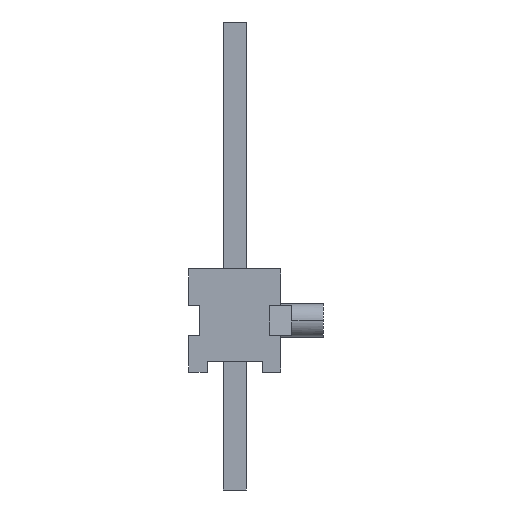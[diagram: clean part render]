
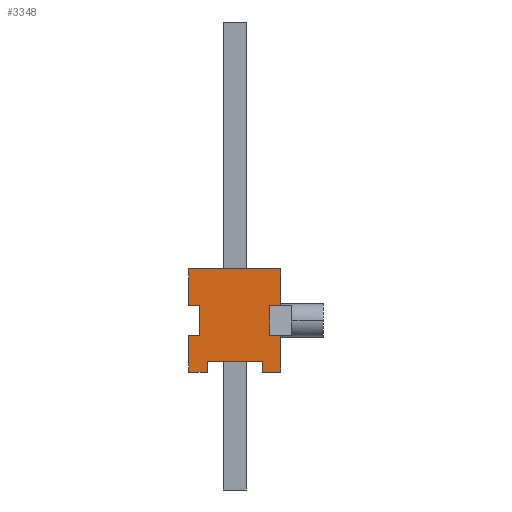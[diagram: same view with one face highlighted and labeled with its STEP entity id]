
A CAD part, left-side view. The second image highlights one B-rep face of the part: STEP entity #3348.
In plain terms, the highlighted planar face has unit normal (-1, 0, 0).
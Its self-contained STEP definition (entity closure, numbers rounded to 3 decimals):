
#134=DIRECTION('',(0.,1.,0.));
#135=VECTOR('',#134,2.5);
#136=CARTESIAN_POINT('',(-15.24,-1.25,0.));
#137=LINE('',#136,#135);
#342=DIRECTION('',(0.,0.,1.));
#343=VECTOR('',#342,0.3);
#344=CARTESIAN_POINT('',(-15.24,0.75,-2.8));
#345=LINE('',#344,#343);
#346=DIRECTION('',(0.,0.,1.));
#347=VECTOR('',#346,0.99);
#348=CARTESIAN_POINT('',(-15.24,1.25,-2.8));
#349=LINE('',#348,#347);
#350=DIRECTION('',(0.,-1.,0.));
#351=VECTOR('',#350,0.3);
#352=CARTESIAN_POINT('',(-15.24,1.25,-1.81));
#353=LINE('',#352,#351);
#354=DIRECTION('',(0.,0.,-1.));
#355=VECTOR('',#354,0.82);
#356=CARTESIAN_POINT('',(-15.24,0.95,-0.99));
#357=LINE('',#356,#355);
#358=DIRECTION('',(0.,-1.,0.));
#359=VECTOR('',#358,0.3);
#360=CARTESIAN_POINT('',(-15.24,1.25,-0.99));
#361=LINE('',#360,#359);
#362=DIRECTION('',(0.,0.,1.));
#363=VECTOR('',#362,0.99);
#364=CARTESIAN_POINT('',(-15.24,1.25,-0.99));
#365=LINE('',#364,#363);
#366=DIRECTION('',(0.,1.,0.));
#367=VECTOR('',#366,0.3);
#368=CARTESIAN_POINT('',(-15.24,-1.25,-1.));
#369=LINE('',#368,#367);
#370=DIRECTION('',(0.,0.,1.));
#371=VECTOR('',#370,0.8);
#372=CARTESIAN_POINT('',(-15.24,-0.95,-1.8));
#373=LINE('',#372,#371);
#374=DIRECTION('',(0.,1.,0.));
#375=VECTOR('',#374,0.3);
#376=CARTESIAN_POINT('',(-15.24,-1.25,-1.8));
#377=LINE('',#376,#375);
#378=DIRECTION('',(0.,0.,1.));
#379=VECTOR('',#378,0.3);
#380=CARTESIAN_POINT('',(-15.24,-0.75,-2.8));
#381=LINE('',#380,#379);
#382=DIRECTION('',(0.,-1.,0.));
#383=VECTOR('',#382,1.5);
#384=CARTESIAN_POINT('',(-15.24,0.75,-2.5));
#385=LINE('',#384,#383);
#598=DIRECTION('',(0.,1.,0.));
#599=VECTOR('',#598,0.5);
#600=CARTESIAN_POINT('',(-15.24,0.75,-2.8));
#601=LINE('',#600,#599);
#606=DIRECTION('',(0.,1.,0.));
#607=VECTOR('',#606,0.5);
#608=CARTESIAN_POINT('',(-15.24,-1.25,-2.8));
#609=LINE('',#608,#607);
#675=DIRECTION('',(0.,0.,1.));
#676=VECTOR('',#675,1.);
#677=CARTESIAN_POINT('',(-15.24,-1.25,-2.8));
#678=LINE('',#677,#676);
#870=DIRECTION('',(0.,0.,1.));
#871=VECTOR('',#870,1.);
#872=CARTESIAN_POINT('',(-15.24,-1.25,-1.));
#873=LINE('',#872,#871);
#2438=CARTESIAN_POINT('',(-15.24,-1.25,0.));
#2439=CARTESIAN_POINT('',(-15.24,1.25,0.));
#2440=VERTEX_POINT('',#2438);
#2441=VERTEX_POINT('',#2439);
#2447=CARTESIAN_POINT('',(-15.24,-1.25,-2.8));
#2449=VERTEX_POINT('',#2447);
#2450=CARTESIAN_POINT('',(-15.24,1.25,-2.8));
#2452=VERTEX_POINT('',#2450);
#2454=CARTESIAN_POINT('',(-15.24,0.75,-2.8));
#2455=CARTESIAN_POINT('',(-15.24,0.75,-2.5));
#2456=VERTEX_POINT('',#2454);
#2457=VERTEX_POINT('',#2455);
#2458=CARTESIAN_POINT('',(-15.24,-0.75,-2.5));
#2459=VERTEX_POINT('',#2458);
#2460=CARTESIAN_POINT('',(-15.24,-0.75,-2.8));
#2461=VERTEX_POINT('',#2460);
#2470=CARTESIAN_POINT('',(-15.24,1.25,-0.99));
#2471=CARTESIAN_POINT('',(-15.24,0.95,-0.99));
#2472=VERTEX_POINT('',#2470);
#2473=VERTEX_POINT('',#2471);
#2474=CARTESIAN_POINT('',(-15.24,0.95,-1.81));
#2475=VERTEX_POINT('',#2474);
#2476=CARTESIAN_POINT('',(-15.24,1.25,-1.81));
#2477=VERTEX_POINT('',#2476);
#2478=CARTESIAN_POINT('',(-15.24,-1.25,-1.8));
#2479=CARTESIAN_POINT('',(-15.24,-0.95,-1.8));
#2480=VERTEX_POINT('',#2478);
#2481=VERTEX_POINT('',#2479);
#2482=CARTESIAN_POINT('',(-15.24,-0.95,-1.));
#2483=VERTEX_POINT('',#2482);
#2484=CARTESIAN_POINT('',(-15.24,-1.25,-1.));
#2485=VERTEX_POINT('',#2484);
#3310=CARTESIAN_POINT('',(-15.24,1.25,0.));
#3311=DIRECTION('',(-1.,0.,0.));
#3312=DIRECTION('',(0.,-1.,0.));
#3313=AXIS2_PLACEMENT_3D('',#3310,#3311,#3312);
#3314=PLANE('',#3313);
#3316=ORIENTED_EDGE('',*,*,#3315,.F.);
#3318=ORIENTED_EDGE('',*,*,#3317,.T.);
#3320=ORIENTED_EDGE('',*,*,#3319,.T.);
#3322=ORIENTED_EDGE('',*,*,#3321,.T.);
#3324=ORIENTED_EDGE('',*,*,#3323,.F.);
#3326=ORIENTED_EDGE('',*,*,#3325,.F.);
#3328=ORIENTED_EDGE('',*,*,#3327,.T.);
#3329=ORIENTED_EDGE('',*,*,#3179,.F.);
#3331=ORIENTED_EDGE('',*,*,#3330,.F.);
#3333=ORIENTED_EDGE('',*,*,#3332,.T.);
#3335=ORIENTED_EDGE('',*,*,#3334,.F.);
#3337=ORIENTED_EDGE('',*,*,#3336,.F.);
#3339=ORIENTED_EDGE('',*,*,#3338,.F.);
#3341=ORIENTED_EDGE('',*,*,#3340,.T.);
#3343=ORIENTED_EDGE('',*,*,#3342,.T.);
#3345=ORIENTED_EDGE('',*,*,#3344,.F.);
#3346=EDGE_LOOP('',(#3316,#3318,#3320,#3322,#3324,#3326,#3328,#3329,#3331,#3333,
#3335,#3337,#3339,#3341,#3343,#3345));
#3347=FACE_OUTER_BOUND('',#3346,.F.);
#3179=EDGE_CURVE('',#2440,#2441,#137,.T.);
#3315=EDGE_CURVE('',#2456,#2457,#345,.T.);
#3317=EDGE_CURVE('',#2456,#2452,#601,.T.);
#3319=EDGE_CURVE('',#2452,#2477,#349,.T.);
#3321=EDGE_CURVE('',#2477,#2475,#353,.T.);
#3323=EDGE_CURVE('',#2473,#2475,#357,.T.);
#3325=EDGE_CURVE('',#2472,#2473,#361,.T.);
#3327=EDGE_CURVE('',#2472,#2441,#365,.T.);
#3330=EDGE_CURVE('',#2485,#2440,#873,.T.);
#3332=EDGE_CURVE('',#2485,#2483,#369,.T.);
#3334=EDGE_CURVE('',#2481,#2483,#373,.T.);
#3336=EDGE_CURVE('',#2480,#2481,#377,.T.);
#3338=EDGE_CURVE('',#2449,#2480,#678,.T.);
#3340=EDGE_CURVE('',#2449,#2461,#609,.T.);
#3342=EDGE_CURVE('',#2461,#2459,#381,.T.);
#3344=EDGE_CURVE('',#2457,#2459,#385,.T.);
#3348=ADVANCED_FACE('',(#3347),#3314,.T.);
